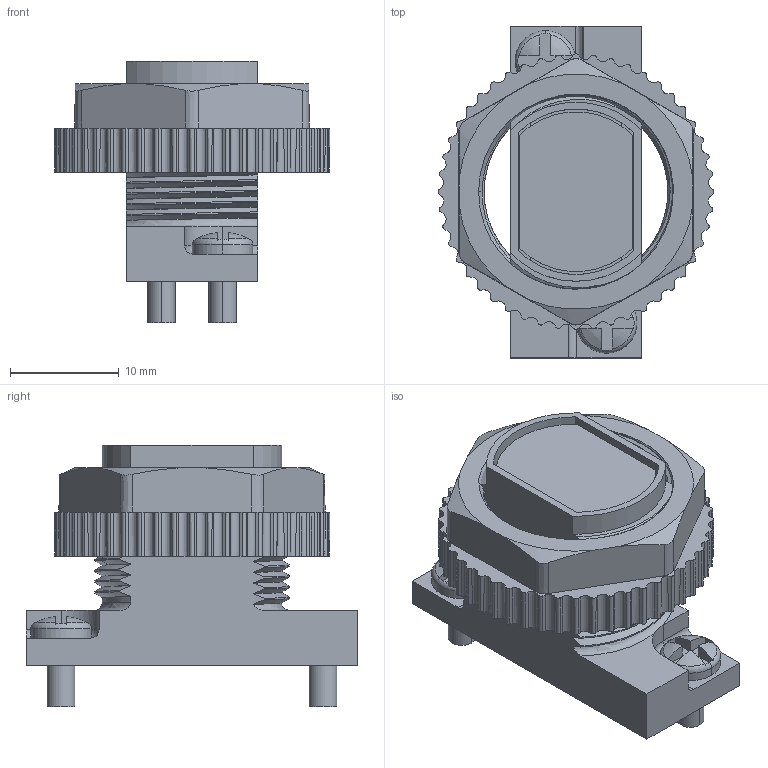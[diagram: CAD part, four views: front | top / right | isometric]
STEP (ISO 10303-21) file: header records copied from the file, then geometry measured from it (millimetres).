
FILE_DESCRIPTION((''),'2;1');
FILE_NAME('214679_ASM','2019-10-14T10:51:33',('pdmadmin'),('BANNER ENGINEERING'),'CREO PARAMETRIC BY PTC INC, 2018300','CREO PARAMETRIC BY PTC INC, 2018300','');
FILE_SCHEMA(('CONFIG_CONTROL_DESIGN'));
Length unit declared in the file: inch
Products named in the file (10): 12880; 115542; 13135; 46398; 15362; 46410_ASM; 172905; 08389; 26027---UC-300L_ASM; 214679_ASM
Assembly tree (10 placements, depth 4):
  214679_ASM
    26027---UC-300L_ASM
      46410_ASM
        12880
        115542
        13135
        46398
        15362
      172905
      08389  x2
Bounding box: 25.4 x 30.58 x 24.13 mm (x, y, z)
Volume: 4557.8 mm3; surface area: 7564.6 mm2
Topology: 8 solids, 10 shells, 665 faces, 1853 edges, 1211 vertices
Faces by surface type: plane 296, cylinder 134, cone 113, bspline 98, torus 12, sphere 12
Entity records: 46017 total; most frequent: CARTESIAN_POINT 29838, ORIENTED_EDGE 3562, DIRECTION 3026, EDGE_CURVE 1785, VERTEX_POINT 1169, VECTOR 1036, LINE 1036, AXIS2_PLACEMENT_3D 995
